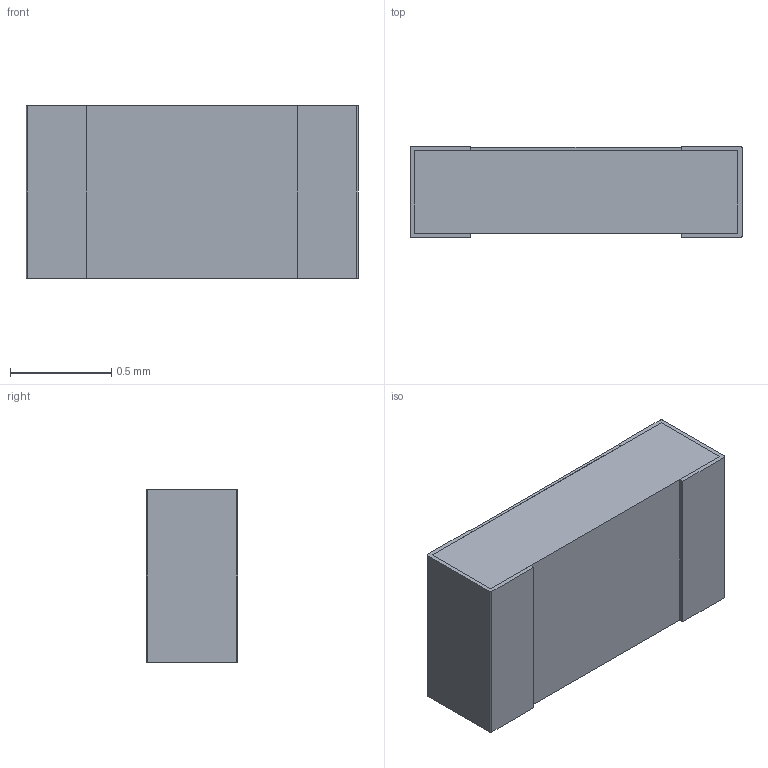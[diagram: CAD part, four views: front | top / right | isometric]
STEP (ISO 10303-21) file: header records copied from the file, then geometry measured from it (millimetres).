
FILE_DESCRIPTION (( 'STEP AP214' ), '1' );
FILE_NAME ('User Library-R SMD 0603.STEP', '2016-12-01T12:19:55', ( 'Windows User' ), ( '' ), 'SwSTEP 2.0', 'SolidWorks 2016', '' );
FILE_SCHEMA (( 'AUTOMOTIVE_DESIGN' ));
Length unit declared in the file: millimetre
Products named in the file (4): User Library-R SMD 0603_0603 OPIS; User Library-R SMD 0603_0603 PAD; User Library-R SMD 0603_0603 BODY; User Library-R SMD 0603
Assembly tree (4 placements, depth 2):
  User Library-R SMD 0603
    User Library-R SMD 0603_0603 BODY
    User Library-R SMD 0603_0603 PAD  x2
    User Library-R SMD 0603_0603 OPIS
Bounding box: 1.64 x 0.45 x 0.85 mm (x, y, z)
Volume: 0.6 mm3; surface area: 10.2 mm2
Topology: 4 solids, 4 shells, 96 faces, 243 edges, 162 vertices
Faces by surface type: bspline 49, plane 43, cylinder 4
Entity records: 5921 total; most frequent: CARTESIAN_POINT 3143, ORIENTED_EDGE 426, EDGE_CURVE 213, DIRECTION 203, VERTEX_POINT 142, LINE 111, VECTOR 111, B_SPLINE_CURVE_WITH_KNOTS 98
